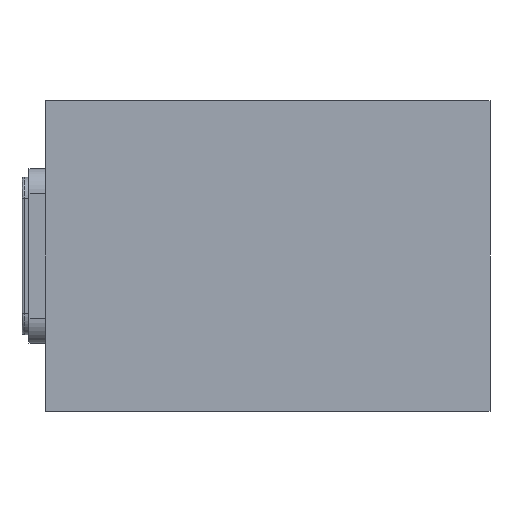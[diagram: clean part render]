
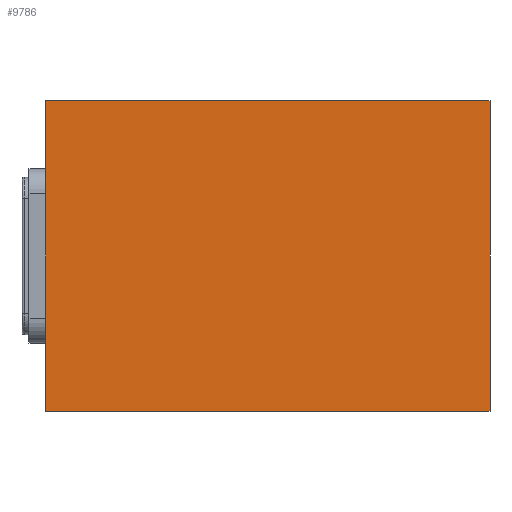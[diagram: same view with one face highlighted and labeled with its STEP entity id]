
A CAD part, front view. The second image highlights one B-rep face of the part: STEP entity #9786.
In plain terms, the highlighted planar face has unit normal (0, -1, 0).
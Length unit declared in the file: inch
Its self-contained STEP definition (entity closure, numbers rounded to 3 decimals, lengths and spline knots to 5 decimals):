
#176 = CARTESIAN_POINT ( 'NONE',  ( -1.25, -0.44, -0.875 ) ) ;
#739 = EDGE_CURVE ( 'NONE', #6675, #10597, #24223, .T. ) ;
#797 = CARTESIAN_POINT ( 'NONE',  ( 1.25, -0.44, -0.875 ) ) ;
#927 = ORIENTED_EDGE ( 'NONE', *, *, #3608, .T. ) ;
#2175 = PLANE ( 'NONE',  #21316 ) ;
#2344 = VECTOR ( 'NONE', #12278, 39.37008 ) ;
#2369 = CARTESIAN_POINT ( 'NONE',  ( -1.25, -0.44, 0.875 ) ) ;
#2601 = LINE ( 'NONE', #6661, #2344 ) ;
#3608 = EDGE_CURVE ( 'NONE', #18843, #10597, #6180, .T. ) ;
#3646 = LINE ( 'NONE', #176, #4849 ) ;
#4448 = CARTESIAN_POINT ( 'NONE',  ( -1.25, -0.44, -0.875 ) ) ;
#4849 = VECTOR ( 'NONE', #5637, 39.37008 ) ;
#5237 = EDGE_CURVE ( 'NONE', #11853, #18843, #3646, .T. ) ;
#5484 = VECTOR ( 'NONE', #21123, 39.37008 ) ;
#5637 = DIRECTION ( 'NONE',  ( 1., 0., 0. ) ) ;
#6180 = LINE ( 'NONE', #13624, #5484 ) ;
#6661 = CARTESIAN_POINT ( 'NONE',  ( -1.25, -0.44, -0.875 ) ) ;
#6675 = VERTEX_POINT ( 'NONE', #2369 ) ;
#7026 = EDGE_CURVE ( 'NONE', #11853, #6675, #2601, .T. ) ;
#7476 = DIRECTION ( 'NONE',  ( 1., 0., 0. ) ) ;
#8616 = VECTOR ( 'NONE', #7476, 39.37008 ) ;
#9451 = DIRECTION ( 'NONE',  ( 0., 0., -1. ) ) ;
#9690 = DIRECTION ( 'NONE',  ( 0., -1., 0. ) ) ;
#9786 = ADVANCED_FACE ( 'NONE', ( #13107 ), #2175, .T. ) ;
#10597 = VERTEX_POINT ( 'NONE', #14860 ) ;
#11853 = VERTEX_POINT ( 'NONE', #4448 ) ;
#12278 = DIRECTION ( 'NONE',  ( 0., 0., 1. ) ) ;
#13107 = FACE_OUTER_BOUND ( 'NONE', #20911, .T. ) ;
#13624 = CARTESIAN_POINT ( 'NONE',  ( 1.25, -0.44, -0.875 ) ) ;
#13798 = ORIENTED_EDGE ( 'NONE', *, *, #739, .F. ) ;
#14860 = CARTESIAN_POINT ( 'NONE',  ( 1.25, -0.44, 0.875 ) ) ;
#16564 = ORIENTED_EDGE ( 'NONE', *, *, #7026, .F. ) ;
#18843 = VERTEX_POINT ( 'NONE', #797 ) ;
#20911 = EDGE_LOOP ( 'NONE', ( #13798, #16564, #21141, #927 ) ) ;
#21123 = DIRECTION ( 'NONE',  ( 0., 0., 1. ) ) ;
#21141 = ORIENTED_EDGE ( 'NONE', *, *, #5237, .T. ) ;
#21316 = AXIS2_PLACEMENT_3D ( 'NONE', #22424, #9690, #9451 ) ;
#22424 = CARTESIAN_POINT ( 'NONE',  ( -1.25, -0.44, -0.875 ) ) ;
#23987 = CARTESIAN_POINT ( 'NONE',  ( -1.25, -0.44, 0.875 ) ) ;
#24223 = LINE ( 'NONE', #23987, #8616 ) ;
